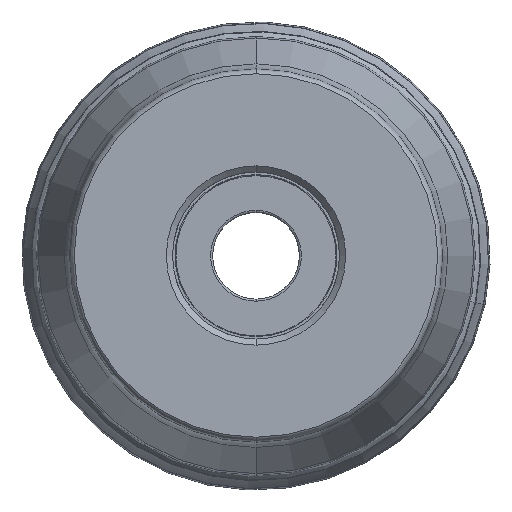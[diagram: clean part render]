
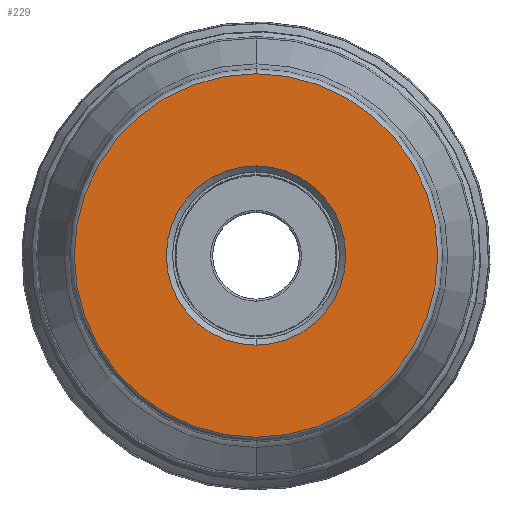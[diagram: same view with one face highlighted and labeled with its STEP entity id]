
A CAD part, top view. The second image highlights one B-rep face of the part: STEP entity #229.
In plain terms, the highlighted planar face has unit normal (0, 0, 1).
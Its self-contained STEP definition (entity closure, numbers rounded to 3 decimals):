
#47=PLANE('',#2477);
#58=FACE_BOUND('',#526,.T.);
#59=FACE_BOUND('',#527,.T.);
#229=ADVANCED_FACE('',(#58,#59),#47,.T.);
#526=EDGE_LOOP('',(#1020,#1021,#1022,#1023));
#527=EDGE_LOOP('',(#1024,#1025));
#1020=ORIENTED_EDGE('',*,*,#1554,.T.);
#1021=ORIENTED_EDGE('',*,*,#1555,.T.);
#1022=ORIENTED_EDGE('',*,*,#1556,.F.);
#1023=ORIENTED_EDGE('',*,*,#1557,.F.);
#1024=ORIENTED_EDGE('',*,*,#1553,.T.);
#1025=ORIENTED_EDGE('',*,*,#1551,.T.);
#1276=VERTEX_POINT('',#4453);
#1277=VERTEX_POINT('',#4455);
#1278=VERTEX_POINT('',#4461);
#1279=VERTEX_POINT('',#4462);
#1280=VERTEX_POINT('',#4464);
#1281=VERTEX_POINT('',#4466);
#1551=EDGE_CURVE('',#1277,#1276,#1854,.T.);
#1553=EDGE_CURVE('',#1276,#1277,#1855,.T.);
#1554=EDGE_CURVE('',#1278,#1279,#1856,.T.);
#1555=EDGE_CURVE('',#1279,#1280,#1857,.T.);
#1556=EDGE_CURVE('',#1281,#1280,#1858,.T.);
#1557=EDGE_CURVE('',#1278,#1281,#1859,.T.);
#1854=CIRCLE('',#2469,17.575);
#1855=CIRCLE('',#2471,17.575);
#1856=CIRCLE('',#2473,35.629);
#1857=CIRCLE('',#2474,35.629);
#1858=CIRCLE('',#2475,35.629);
#1859=CIRCLE('',#2476,35.629);
#2469=AXIS2_PLACEMENT_3D('',#4454,#3184,#3185);
#2471=AXIS2_PLACEMENT_3D('',#4458,#3189,#3190);
#2473=AXIS2_PLACEMENT_3D('',#4460,#3193,#3194);
#2474=AXIS2_PLACEMENT_3D('',#4463,#3195,#3196);
#2475=AXIS2_PLACEMENT_3D('',#4465,#3197,#3198);
#2476=AXIS2_PLACEMENT_3D('',#4467,#3199,#3200);
#2477=AXIS2_PLACEMENT_3D('',#4468,#3201,#3202);
#3184=DIRECTION('',(0.,0.,-1.));
#3185=DIRECTION('',(0.,-1.,0.));
#3189=DIRECTION('',(0.,0.,-1.));
#3190=DIRECTION('',(0.,1.,0.));
#3193=DIRECTION('',(0.,0.,1.));
#3194=DIRECTION('',(0.,1.,0.));
#3195=DIRECTION('',(0.,0.,1.));
#3196=DIRECTION('',(0.,-1.,0.));
#3197=DIRECTION('',(0.,0.,-1.));
#3198=DIRECTION('',(0.,-1.,0.));
#3199=DIRECTION('',(0.,0.,-1.));
#3200=DIRECTION('',(0.,1.,0.));
#3201=DIRECTION('',(0.,0.,1.));
#3202=DIRECTION('',(0.,-1.,0.));
#4453=CARTESIAN_POINT('',(0.,17.575,0.));
#4454=CARTESIAN_POINT('',(0.,0.,0.));
#4455=CARTESIAN_POINT('',(0.,-17.575,0.));
#4458=CARTESIAN_POINT('',(0.,0.,0.));
#4460=CARTESIAN_POINT('',(0.,0.,0.));
#4461=CARTESIAN_POINT('',(-0.016,35.629,0.));
#4462=CARTESIAN_POINT('',(0.,-35.629,0.));
#4463=CARTESIAN_POINT('',(0.,0.,0.));
#4464=CARTESIAN_POINT('',(0.016,-35.629,0.));
#4465=CARTESIAN_POINT('',(0.,0.,0.));
#4466=CARTESIAN_POINT('',(0.,35.629,0.));
#4467=CARTESIAN_POINT('',(0.,0.,0.));
#4468=CARTESIAN_POINT('',(0.,0.,0.));
